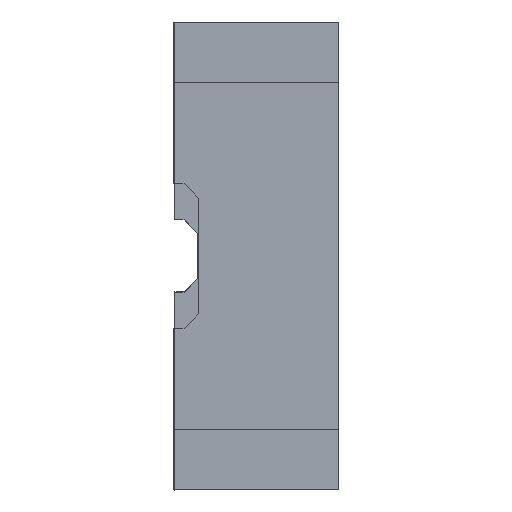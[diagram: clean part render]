
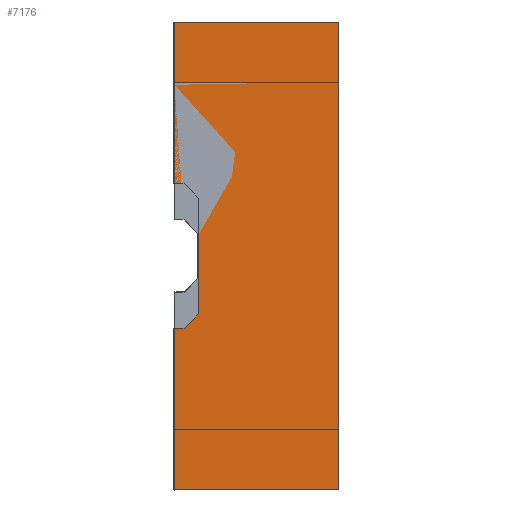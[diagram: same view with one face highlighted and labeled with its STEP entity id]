
A CAD part, left-side view. The second image highlights one B-rep face of the part: STEP entity #7176.
In plain terms, the highlighted planar face has unit normal (-1, 0, 0).
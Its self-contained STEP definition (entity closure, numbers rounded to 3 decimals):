
#380=FACE_OUTER_BOUND('',#770,.T.);
#770=EDGE_LOOP('',(#4742,#4743,#4744,#4745,#4746,#4747,#4748,#4749,#4750,
#4751,#4752));
#1189=LINE('',#10375,#2069);
#1195=LINE('',#10388,#2075);
#1198=LINE('',#10392,#2078);
#1217=LINE('',#10431,#2097);
#1218=LINE('',#10433,#2098);
#1219=LINE('',#10435,#2099);
#1220=LINE('',#10437,#2100);
#1221=LINE('',#10439,#2101);
#1222=LINE('',#10441,#2102);
#1223=LINE('',#10443,#2103);
#1224=LINE('',#10444,#2104);
#2069=VECTOR('',#8305,10.);
#2075=VECTOR('',#8313,10.);
#2078=VECTOR('',#8318,10.);
#2097=VECTOR('',#8351,10.);
#2098=VECTOR('',#8352,10.);
#2099=VECTOR('',#8353,10.);
#2100=VECTOR('',#8354,10.);
#2101=VECTOR('',#8355,10.);
#2102=VECTOR('',#8356,10.);
#2103=VECTOR('',#8357,10.);
#2104=VECTOR('',#8358,10.);
#2949=VERTEX_POINT('',#10373);
#2950=VERTEX_POINT('',#10374);
#2955=VERTEX_POINT('',#10385);
#2956=VERTEX_POINT('',#10387);
#2969=VERTEX_POINT('',#10430);
#2970=VERTEX_POINT('',#10432);
#2971=VERTEX_POINT('',#10434);
#2972=VERTEX_POINT('',#10436);
#2973=VERTEX_POINT('',#10438);
#2974=VERTEX_POINT('',#10440);
#2975=VERTEX_POINT('',#10442);
#3642=EDGE_CURVE('',#2949,#2950,#1189,.T.);
#3648=EDGE_CURVE('',#2956,#2955,#1195,.F.);
#3651=EDGE_CURVE('',#2956,#2949,#1198,.F.);
#3670=EDGE_CURVE('',#2969,#2955,#1217,.T.);
#3671=EDGE_CURVE('',#2970,#2969,#1218,.T.);
#3672=EDGE_CURVE('',#2970,#2971,#1219,.T.);
#3673=EDGE_CURVE('',#2971,#2972,#1220,.T.);
#3674=EDGE_CURVE('',#2972,#2973,#1221,.T.);
#3675=EDGE_CURVE('',#2973,#2974,#1222,.T.);
#3676=EDGE_CURVE('',#2974,#2975,#1223,.T.);
#3677=EDGE_CURVE('',#2950,#2975,#1224,.T.);
#4742=ORIENTED_EDGE('',*,*,#3651,.F.);
#4743=ORIENTED_EDGE('',*,*,#3648,.T.);
#4744=ORIENTED_EDGE('',*,*,#3670,.F.);
#4745=ORIENTED_EDGE('',*,*,#3671,.F.);
#4746=ORIENTED_EDGE('',*,*,#3672,.T.);
#4747=ORIENTED_EDGE('',*,*,#3673,.T.);
#4748=ORIENTED_EDGE('',*,*,#3674,.T.);
#4749=ORIENTED_EDGE('',*,*,#3675,.T.);
#4750=ORIENTED_EDGE('',*,*,#3676,.T.);
#4751=ORIENTED_EDGE('',*,*,#3677,.F.);
#4752=ORIENTED_EDGE('',*,*,#3642,.F.);
#6825=PLANE('',#7713);
#7176=ADVANCED_FACE('',(#380),#6825,.F.);
#7713=AXIS2_PLACEMENT_3D('',#10429,#8349,#8350);
#8305=DIRECTION('',(0.,1.,0.));
#8313=DIRECTION('',(0.,-1.,0.));
#8318=DIRECTION('',(0.,0.,1.));
#8349=DIRECTION('center_axis',(1.,0.,0.));
#8350=DIRECTION('ref_axis',(0.,1.,0.));
#8351=DIRECTION('',(0.,0.,1.));
#8352=DIRECTION('',(0.,0.,1.));
#8353=DIRECTION('',(0.,-1.,0.));
#8354=DIRECTION('',(0.,-0.707,-0.707));
#8355=DIRECTION('',(0.,0.,-1.));
#8356=DIRECTION('',(0.,0.707,-0.707));
#8357=DIRECTION('',(0.,1.,0.));
#8358=DIRECTION('',(0.,0.,1.));
#10373=CARTESIAN_POINT('',(-37.738,345.204,238.3));
#10374=CARTESIAN_POINT('',(-37.738,352.004,238.3));
#10375=CARTESIAN_POINT('',(-37.738,348.504,238.3));
#10385=CARTESIAN_POINT('',(-37.738,352.004,257.7));
#10387=CARTESIAN_POINT('',(-37.738,345.204,257.7));
#10388=CARTESIAN_POINT('',(-37.738,348.504,257.7));
#10392=CARTESIAN_POINT('',(-37.738,345.204,246.8));
#10429=CARTESIAN_POINT('Origin',(-37.738,348.504,246.8));
#10430=CARTESIAN_POINT('',(-37.738,352.004,255.1));
#10431=CARTESIAN_POINT('',(-37.738,352.004,246.8));
#10432=CARTESIAN_POINT('',(-37.738,352.004,251.));
#10433=CARTESIAN_POINT('',(-37.738,352.004,246.8));
#10434=CARTESIAN_POINT('',(-37.738,351.604,251.));
#10435=CARTESIAN_POINT('',(-37.738,349.754,251.));
#10436=CARTESIAN_POINT('',(-37.738,351.004,250.4));
#10437=CARTESIAN_POINT('',(-37.738,349.654,249.05));
#10438=CARTESIAN_POINT('',(-37.738,351.004,245.6));
#10439=CARTESIAN_POINT('',(-37.738,351.004,245.95));
#10440=CARTESIAN_POINT('',(-37.738,351.604,245.));
#10441=CARTESIAN_POINT('',(-37.738,350.254,246.35));
#10442=CARTESIAN_POINT('',(-37.738,352.004,245.));
#10443=CARTESIAN_POINT('',(-37.738,350.254,245.));
#10444=CARTESIAN_POINT('',(-37.738,352.004,246.8));
